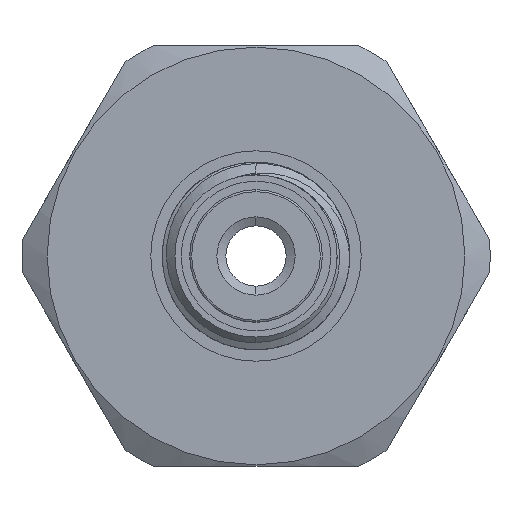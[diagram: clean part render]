
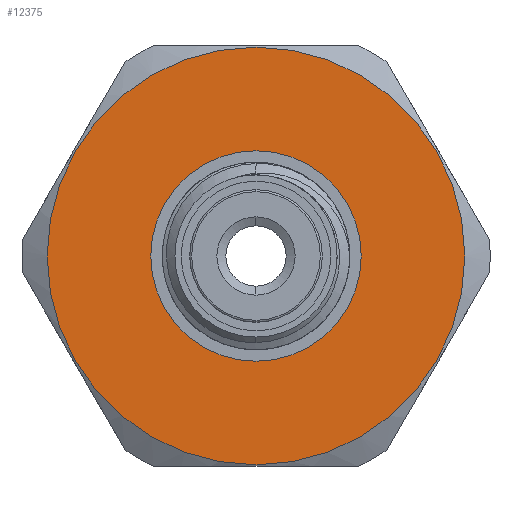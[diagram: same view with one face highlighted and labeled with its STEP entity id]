
A CAD part, front view. The second image highlights one B-rep face of the part: STEP entity #12375.
In plain terms, the highlighted face is planar.
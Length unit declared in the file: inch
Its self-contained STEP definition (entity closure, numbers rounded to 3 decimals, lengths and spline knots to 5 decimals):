
#164 = VERTEX_POINT ( 'NONE', #13732 ) ;
#345 = FACE_BOUND ( 'NONE', #11586, .T. ) ;
#407 = CARTESIAN_POINT ( 'NONE',  ( 0., 0., -1.85 ) ) ;
#479 = CARTESIAN_POINT ( 'NONE',  ( 0., 0.62, -1.85 ) ) ;
#481 = CARTESIAN_POINT ( 'NONE',  ( 0., 0., -1.85 ) ) ;
#586 = EDGE_CURVE ( 'NONE', #4466, #4192, #11084, .T. ) ;
#1209 = AXIS2_PLACEMENT_3D ( 'NONE', #481, #6878, #15564 ) ;
#1662 = DIRECTION ( 'NONE',  ( 0., 0., -1. ) ) ;
#1900 = FACE_OUTER_BOUND ( 'NONE', #10488, .T. ) ;
#4192 = VERTEX_POINT ( 'NONE', #6704 ) ;
#4367 = AXIS2_PLACEMENT_3D ( 'NONE', #6070, #5849, #7253 ) ;
#4445 = AXIS2_PLACEMENT_3D ( 'NONE', #407, #1662, #12846 ) ;
#4466 = VERTEX_POINT ( 'NONE', #6492 ) ;
#5099 = ORIENTED_EDGE ( 'NONE', *, *, #12901, .T. ) ;
#5251 = CIRCLE ( 'NONE', #4445, 0.62 ) ;
#5849 = DIRECTION ( 'NONE',  ( 0., 0., 1. ) ) ;
#5940 = DIRECTION ( 'NONE',  ( -1., 0., 0. ) ) ;
#6070 = CARTESIAN_POINT ( 'NONE',  ( -0.36084, 0.625, -1.85 ) ) ;
#6492 = CARTESIAN_POINT ( 'NONE',  ( 0.281, 0., -1.85 ) ) ;
#6704 = CARTESIAN_POINT ( 'NONE',  ( -0.281, 0., -1.85 ) ) ;
#6832 = ORIENTED_EDGE ( 'NONE', *, *, #586, .F. ) ;
#6878 = DIRECTION ( 'NONE',  ( 0., 0., -1. ) ) ;
#7002 = CIRCLE ( 'NONE', #1209, 0.281 ) ;
#7023 = CARTESIAN_POINT ( 'NONE',  ( 0., 0., -1.85 ) ) ;
#7253 = DIRECTION ( 'NONE',  ( 1., 0., 0. ) ) ;
#8201 = ORIENTED_EDGE ( 'NONE', *, *, #14441, .F. ) ;
#8490 = ORIENTED_EDGE ( 'NONE', *, *, #12808, .T. ) ;
#9307 = DIRECTION ( 'NONE',  ( 0., 0., -1. ) ) ;
#10488 = EDGE_LOOP ( 'NONE', ( #5099, #8490 ) ) ;
#10828 = DIRECTION ( 'NONE',  ( 0., 1., 0. ) ) ;
#11084 = CIRCLE ( 'NONE', #16045, 0.281 ) ;
#11586 = EDGE_LOOP ( 'NONE', ( #8201, #6832 ) ) ;
#12344 = VERTEX_POINT ( 'NONE', #479 ) ;
#12375 = ADVANCED_FACE ( 'NONE', ( #1900, #345 ), #15770, .F. ) ;
#12643 = CIRCLE ( 'NONE', #13941, 0.62 ) ;
#12808 = EDGE_CURVE ( 'NONE', #12344, #164, #5251, .T. ) ;
#12846 = DIRECTION ( 'NONE',  ( 0., 1., 0. ) ) ;
#12901 = EDGE_CURVE ( 'NONE', #164, #12344, #12643, .T. ) ;
#13059 = CARTESIAN_POINT ( 'NONE',  ( 0., 0., -1.85 ) ) ;
#13732 = CARTESIAN_POINT ( 'NONE',  ( 0., -0.62, -1.85 ) ) ;
#13941 = AXIS2_PLACEMENT_3D ( 'NONE', #7023, #15597, #10828 ) ;
#14441 = EDGE_CURVE ( 'NONE', #4192, #4466, #7002, .T. ) ;
#15564 = DIRECTION ( 'NONE',  ( -1., 0., 0. ) ) ;
#15597 = DIRECTION ( 'NONE',  ( 0., 0., -1. ) ) ;
#15770 = PLANE ( 'NONE',  #4367 ) ;
#16045 = AXIS2_PLACEMENT_3D ( 'NONE', #13059, #9307, #5940 ) ;
